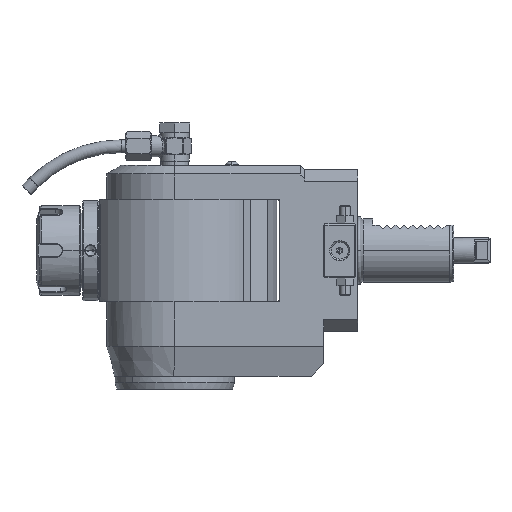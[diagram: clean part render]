
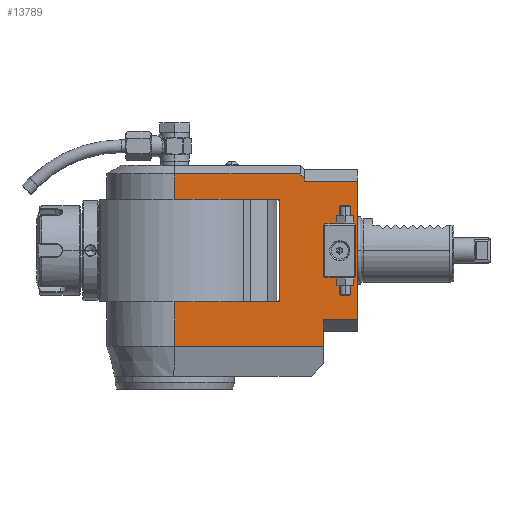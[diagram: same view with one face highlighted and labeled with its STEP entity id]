
A CAD part, left-side view. The second image highlights one B-rep face of the part: STEP entity #13789.
In plain terms, the highlighted planar face has unit normal (-1, 0, 0).
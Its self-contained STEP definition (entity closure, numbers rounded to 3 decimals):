
#405=DIRECTION('',(0.,1.,0.));
#406=VECTOR('',#405,0.433);
#407=CARTESIAN_POINT('',(-32.,-59.433,35.459));
#408=LINE('',#407,#406);
#409=DIRECTION('',(0.,0.655,0.756));
#410=VECTOR('',#409,2.394);
#411=CARTESIAN_POINT('',(-32.,-61.,33.649));
#412=LINE('',#411,#410);
#413=DIRECTION('',(0.,-1.,0.));
#414=VECTOR('',#413,25.);
#415=CARTESIAN_POINT('',(-32.,-61.,32.515));
#416=LINE('',#415,#414);
#417=DIRECTION('',(0.,-1.,0.));
#418=VECTOR('',#417,16.);
#419=CARTESIAN_POINT('',(-32.,-70.,-32.515));
#420=LINE('',#419,#418);
#421=DIRECTION('',(0.,1.,0.));
#422=VECTOR('',#421,23.368);
#423=CARTESIAN_POINT('',(-32.,-49.,24.));
#424=LINE('',#423,#422);
#425=DIRECTION('',(0.,0.,1.));
#426=VECTOR('',#425,24.);
#427=CARTESIAN_POINT('',(-32.,-85.,-12.));
#428=LINE('',#427,#426);
#429=DIRECTION('',(0.,-0.707,-0.707));
#430=VECTOR('',#429,0.707);
#431=CARTESIAN_POINT('',(-32.,-84.5,12.5));
#432=LINE('',#431,#430);
#433=DIRECTION('',(0.,1.,0.));
#434=VECTOR('',#433,14.);
#435=CARTESIAN_POINT('',(-32.,-84.5,12.5));
#436=LINE('',#435,#434);
#437=DIRECTION('',(0.,-0.707,0.707));
#438=VECTOR('',#437,0.707);
#439=CARTESIAN_POINT('',(-32.,-70.,12.));
#440=LINE('',#439,#438);
#441=DIRECTION('',(0.,0.,-1.));
#442=VECTOR('',#441,24.);
#443=CARTESIAN_POINT('',(-32.,-70.,12.));
#444=LINE('',#443,#442);
#445=DIRECTION('',(0.,0.707,0.707));
#446=VECTOR('',#445,0.707);
#447=CARTESIAN_POINT('',(-32.,-70.5,-12.5));
#448=LINE('',#447,#446);
#449=DIRECTION('',(0.,-1.,0.));
#450=VECTOR('',#449,14.);
#451=CARTESIAN_POINT('',(-32.,-70.5,-12.5));
#452=LINE('',#451,#450);
#453=DIRECTION('',(0.,0.707,-0.707));
#454=VECTOR('',#453,0.707);
#455=CARTESIAN_POINT('',(-32.,-85.,-12.));
#456=LINE('',#455,#454);
#461=DIRECTION('',(0.,0.,-1.));
#462=VECTOR('',#461,11.959);
#463=CARTESIAN_POINT('',(-32.,0.,35.959));
#464=LINE('',#463,#462);
#530=DIRECTION('',(0.,1.,0.));
#531=VECTOR('',#530,59.);
#532=CARTESIAN_POINT('',(-32.,-59.,35.959));
#533=LINE('',#532,#531);
#554=DIRECTION('',(0.,0.,1.));
#555=VECTOR('',#554,0.5);
#556=CARTESIAN_POINT('',(-32.,-59.,35.459));
#557=LINE('',#556,#555);
#594=DIRECTION('',(0.,0.,-1.));
#595=VECTOR('',#594,65.03);
#596=CARTESIAN_POINT('',(-32.,-86.,32.515));
#597=LINE('',#596,#595);
#778=DIRECTION('',(0.,0.,1.));
#779=VECTOR('',#778,1.134);
#780=CARTESIAN_POINT('',(-32.,-61.,32.515));
#781=LINE('',#780,#779);
#814=DIRECTION('',(0.,0.,1.));
#815=VECTOR('',#814,12.485);
#816=CARTESIAN_POINT('',(-32.,-70.,-45.));
#817=LINE('',#816,#815);
#834=DIRECTION('',(0.,-1.,0.));
#835=VECTOR('',#834,70.);
#836=CARTESIAN_POINT('',(-32.,0.,
-45.));
#837=LINE('',#836,#835);
#891=DIRECTION('',(0.,0.,-1.));
#892=VECTOR('',#891,21.);
#893=CARTESIAN_POINT('',(-32.,0.,-24.));
#894=LINE('',#893,#892);
#899=CARTESIAN_POINT('',(-32.,0.,
-45.));
#1025=DIRECTION('',(0.,1.,0.));
#1026=VECTOR('',#1025,25.632);
#1027=CARTESIAN_POINT('',(-32.,-25.632,-24.));
#1028=LINE('',#1027,#1026);
#1064=DIRECTION('',(0.,0.,-1.));
#1065=VECTOR('',#1064,48.);
#1066=CARTESIAN_POINT('',(-32.,-49.,24.));
#1067=LINE('',#1066,#1065);
#1132=DIRECTION('',(0.,1.,0.));
#1133=VECTOR('',#1132,23.368);
#1134=CARTESIAN_POINT('',(-32.,-49.,-24.));
#1135=LINE('',#1134,#1133);
#1553=DIRECTION('',(0.,-1.,0.));
#1554=VECTOR('',#1553,25.632);
#1555=CARTESIAN_POINT('',(-32.,0.,24.));
#1556=LINE('',#1555,#1554);
#12213=CARTESIAN_POINT('',(-32.,-61.,33.649));
#12214=CARTESIAN_POINT('',(-32.,-59.433,35.459));
#12215=VERTEX_POINT('',#12213);
#12216=VERTEX_POINT('',#12214);
#12783=CARTESIAN_POINT('',(-32.,-85.,-12.));
#12784=CARTESIAN_POINT('',(-32.,-85.,12.));
#12785=VERTEX_POINT('',#12783);
#12786=VERTEX_POINT('',#12784);
#12787=CARTESIAN_POINT('',(-32.,-84.5,12.5));
#12788=CARTESIAN_POINT('',(-32.,-70.5,12.5));
#12789=VERTEX_POINT('',#12787);
#12790=VERTEX_POINT('',#12788);
#12791=CARTESIAN_POINT('',(-32.,-70.,12.));
#12792=CARTESIAN_POINT('',(-32.,-70.,-12.));
#12793=VERTEX_POINT('',#12791);
#12794=VERTEX_POINT('',#12792);
#12795=CARTESIAN_POINT('',(-32.,-70.5,-12.5));
#12796=CARTESIAN_POINT('',(-32.,-84.5,-12.5));
#12797=VERTEX_POINT('',#12795);
#12798=VERTEX_POINT('',#12796);
#13335=CARTESIAN_POINT('',(-32.,-86.,32.515));
#13337=VERTEX_POINT('',#13335);
#13342=CARTESIAN_POINT('',(-32.,-49.,24.));
#13343=CARTESIAN_POINT('',(-32.,-49.,-24.));
#13344=VERTEX_POINT('',#13342);
#13345=VERTEX_POINT('',#13343);
#13358=CARTESIAN_POINT('',(-32.,-25.632,-24.));
#13359=VERTEX_POINT('',#13358);
#13362=CARTESIAN_POINT('',(-32.,-25.632,24.));
#13363=VERTEX_POINT('',#13362);
#13374=CARTESIAN_POINT('',(-32.,-70.,-45.));
#13376=VERTEX_POINT('',#13374);
#13382=CARTESIAN_POINT('',(-32.,-86.,-32.515));
#13383=VERTEX_POINT('',#13382);
#13388=CARTESIAN_POINT('',(-32.,-70.,-32.515));
#13389=VERTEX_POINT('',#13388);
#13394=CARTESIAN_POINT('',(-32.,0.,35.959));
#13396=VERTEX_POINT('',#13394);
#13398=CARTESIAN_POINT('',(-32.,-59.,35.959));
#13399=VERTEX_POINT('',#13398);
#13444=VERTEX_POINT('',#899);
#13449=CARTESIAN_POINT('',(-32.,-59.,35.459));
#13451=VERTEX_POINT('',#13449);
#13527=CARTESIAN_POINT('',(-32.,-61.,32.515));
#13528=VERTEX_POINT('',#13527);
#13533=CARTESIAN_POINT('',(-32.,0.,-24.));
#13534=VERTEX_POINT('',#13533);
#13536=CARTESIAN_POINT('',(-32.,0.,24.));
#13538=VERTEX_POINT('',#13536);
#13732=CARTESIAN_POINT('',(-32.,0.,-59.));
#13733=DIRECTION('',(-1.,0.,0.));
#13734=DIRECTION('',(0.,-1.,0.));
#13735=AXIS2_PLACEMENT_3D('',#13732,#13733,#13734);
#13736=PLANE('',#13735);
#13738=ORIENTED_EDGE('',*,*,#13737,.F.);
#13740=ORIENTED_EDGE('',*,*,#13739,.F.);
#13742=ORIENTED_EDGE('',*,*,#13741,.F.);
#13744=ORIENTED_EDGE('',*,*,#13743,.F.);
#13746=ORIENTED_EDGE('',*,*,#13745,.F.);
#13748=ORIENTED_EDGE('',*,*,#13747,.F.);
#13750=ORIENTED_EDGE('',*,*,#13749,.T.);
#13752=ORIENTED_EDGE('',*,*,#13751,.T.);
#13754=ORIENTED_EDGE('',*,*,#13753,.F.);
#13756=ORIENTED_EDGE('',*,*,#13755,.F.);
#13758=ORIENTED_EDGE('',*,*,#13757,.F.);
#13760=ORIENTED_EDGE('',*,*,#13759,.F.);
#13762=ORIENTED_EDGE('',*,*,#13761,.F.);
#13764=ORIENTED_EDGE('',*,*,#13763,.F.);
#13766=ORIENTED_EDGE('',*,*,#13765,.F.);
#13768=ORIENTED_EDGE('',*,*,#13767,.T.);
#13770=ORIENTED_EDGE('',*,*,#13769,.F.);
#13771=EDGE_LOOP('',(#13738,#13740,#13742,#13744,#13746,#13748,#13750,#13752,
#13754,#13756,#13758,#13760,#13762,#13764,#13766,#13768,#13770));
#13772=FACE_OUTER_BOUND('',#13771,.F.);
#13774=ORIENTED_EDGE('',*,*,#13773,.T.);
#13775=ORIENTED_EDGE('',*,*,#13720,.F.);
#13776=ORIENTED_EDGE('',*,*,#13705,.T.);
#13778=ORIENTED_EDGE('',*,*,#13777,.F.);
#13780=ORIENTED_EDGE('',*,*,#13779,.T.);
#13782=ORIENTED_EDGE('',*,*,#13781,.F.);
#13784=ORIENTED_EDGE('',*,*,#13783,.T.);
#13786=ORIENTED_EDGE('',*,*,#13785,.F.);
#13787=EDGE_LOOP('',(#13774,#13775,#13776,#13778,#13780,#13782,#13784,#13786));
#13788=FACE_BOUND('',#13787,.F.);
#13705=EDGE_CURVE('',#12789,#12790,#436,.T.);
#13720=EDGE_CURVE('',#12789,#12786,#432,.T.);
#13737=EDGE_CURVE('',#13396,#13538,#464,.T.);
#13739=EDGE_CURVE('',#13399,#13396,#533,.T.);
#13741=EDGE_CURVE('',#13451,#13399,#557,.T.);
#13743=EDGE_CURVE('',#12216,#13451,#408,.T.);
#13745=EDGE_CURVE('',#12215,#12216,#412,.T.);
#13747=EDGE_CURVE('',#13528,#12215,#781,.T.);
#13749=EDGE_CURVE('',#13528,#13337,#416,.T.);
#13751=EDGE_CURVE('',#13337,#13383,#597,.T.);
#13753=EDGE_CURVE('',#13389,#13383,#420,.T.);
#13755=EDGE_CURVE('',#13376,#13389,#817,.T.);
#13757=EDGE_CURVE('',#13444,#13376,#837,.T.);
#13759=EDGE_CURVE('',#13534,#13444,#894,.T.);
#13761=EDGE_CURVE('',#13359,#13534,#1028,.T.);
#13763=EDGE_CURVE('',#13345,#13359,#1135,.T.);
#13765=EDGE_CURVE('',#13344,#13345,#1067,.T.);
#13767=EDGE_CURVE('',#13344,#13363,#424,.T.);
#13769=EDGE_CURVE('',#13538,#13363,#1556,.T.);
#13773=EDGE_CURVE('',#12785,#12786,#428,.T.);
#13777=EDGE_CURVE('',#12793,#12790,#440,.T.);
#13779=EDGE_CURVE('',#12793,#12794,#444,.T.);
#13781=EDGE_CURVE('',#12797,#12794,#448,.T.);
#13783=EDGE_CURVE('',#12797,#12798,#452,.T.);
#13785=EDGE_CURVE('',#12785,#12798,#456,.T.);
#13789=ADVANCED_FACE('',(#13772,#13788),#13736,.T.);
